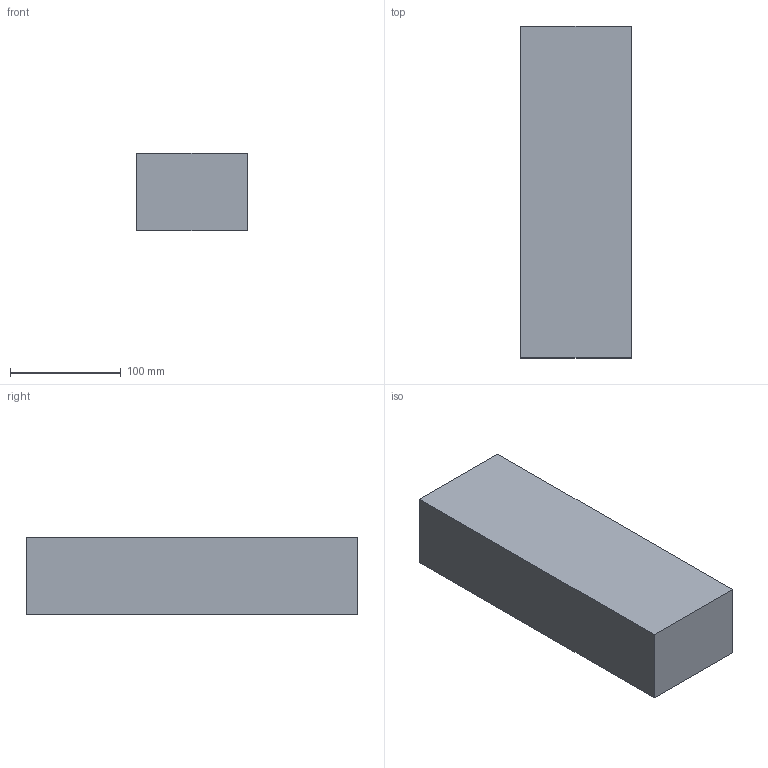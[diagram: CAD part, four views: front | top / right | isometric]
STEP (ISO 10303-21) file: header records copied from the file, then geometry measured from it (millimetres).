
FILE_DESCRIPTION(('FreeCAD Model'),'2;1');
FILE_NAME('HeatSink.step','2017-08-30T20:10:38',('Author'),(''), 'Open CASCADE STEP processor 6.8','FreeCAD','Unknown');
FILE_SCHEMA(('AUTOMOTIVE_DESIGN_CC2 { 1 2 10303 214 -1 1 5 4 }'));
Length unit declared in the file: millimetre
Products named in the file (3): ASSEMBLY; HeatSink; Air
Assembly tree (2 placements, depth 2):
  ASSEMBLY
    HeatSink
    Air
Bounding box: 100 x 300 x 70 mm (x, y, z)
Surface area: 137100 mm2
Topology: 2 solids, 2 shells, 158 faces, 416 edges, 312 vertices
Faces by surface type: plane 158
Entity records: 10193 total; most frequent: CARTESIAN_POINT 1913, DIRECTION 1378, LINE 1056, VECTOR 1056, ORIENTED_EDGE 832, PCURVE 832, DEFINITIONAL_REPRESENTATION 832, EDGE_CURVE 416
